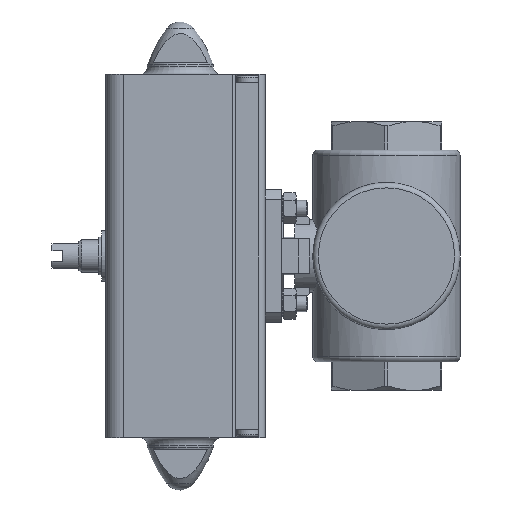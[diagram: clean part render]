
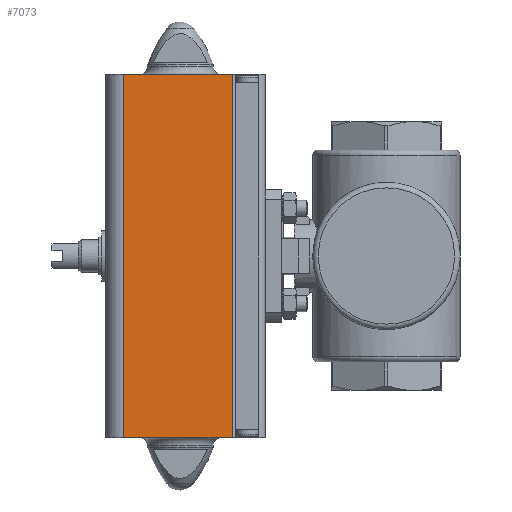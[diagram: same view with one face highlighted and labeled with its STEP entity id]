
A CAD part, left-side view. The second image highlights one B-rep face of the part: STEP entity #7073.
In plain terms, the highlighted planar face has unit normal (-1, 0, 0).
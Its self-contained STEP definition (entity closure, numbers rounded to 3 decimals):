
#226=PLANE('',#7761);
#635=LINE('',#11647,#1175);
#636=LINE('',#11650,#1176);
#637=LINE('',#11652,#1177);
#638=LINE('',#11654,#1178);
#1175=VECTOR('',#9185,1000.);
#1176=VECTOR('',#9186,1000.);
#1177=VECTOR('',#9187,1000.);
#1178=VECTOR('',#9188,1000.);
#2802=ORIENTED_EDGE('',*,*,#4323,.T.);
#2803=ORIENTED_EDGE('',*,*,#4324,.F.);
#2804=ORIENTED_EDGE('',*,*,#4325,.F.);
#2805=ORIENTED_EDGE('',*,*,#4326,.T.);
#4323=EDGE_CURVE('',#5144,#5145,#635,.T.);
#4324=EDGE_CURVE('',#5146,#5145,#636,.T.);
#4325=EDGE_CURVE('',#5147,#5146,#637,.T.);
#4326=EDGE_CURVE('',#5147,#5144,#638,.T.);
#5144=VERTEX_POINT('',#11648);
#5145=VERTEX_POINT('',#11649);
#5146=VERTEX_POINT('',#11651);
#5147=VERTEX_POINT('',#11653);
#5790=EDGE_LOOP('',(#2802,#2803,#2804,#2805));
#6407=FACE_BOUND('',#5790,.T.);
#7073=ADVANCED_FACE('',(#6407),#226,.F.);
#7761=AXIS2_PLACEMENT_3D('',#11646,#9183,#9184);
#9183=DIRECTION('',(1.,0.,0.));
#9184=DIRECTION('',(0.,0.,-1.));
#9185=DIRECTION('',(0.,-1.,0.));
#9186=DIRECTION('',(0.,0.,-1.));
#9187=DIRECTION('',(0.,-1.,0.));
#9188=DIRECTION('',(0.,0.,-1.));
#11646=CARTESIAN_POINT('',(-27.7,21.2,67.5));
#11647=CARTESIAN_POINT('',(-27.7,21.2,-67.5));
#11648=CARTESIAN_POINT('',(-27.7,21.2,-67.5));
#11649=CARTESIAN_POINT('',(-27.7,-19.3,-67.5));
#11650=CARTESIAN_POINT('',(-27.7,-19.3,67.5));
#11651=CARTESIAN_POINT('',(-27.7,-19.3,67.5));
#11652=CARTESIAN_POINT('',(-27.7,21.2,67.5));
#11653=CARTESIAN_POINT('',(-27.7,21.2,67.5));
#11654=CARTESIAN_POINT('',(-27.7,21.2,67.5));
